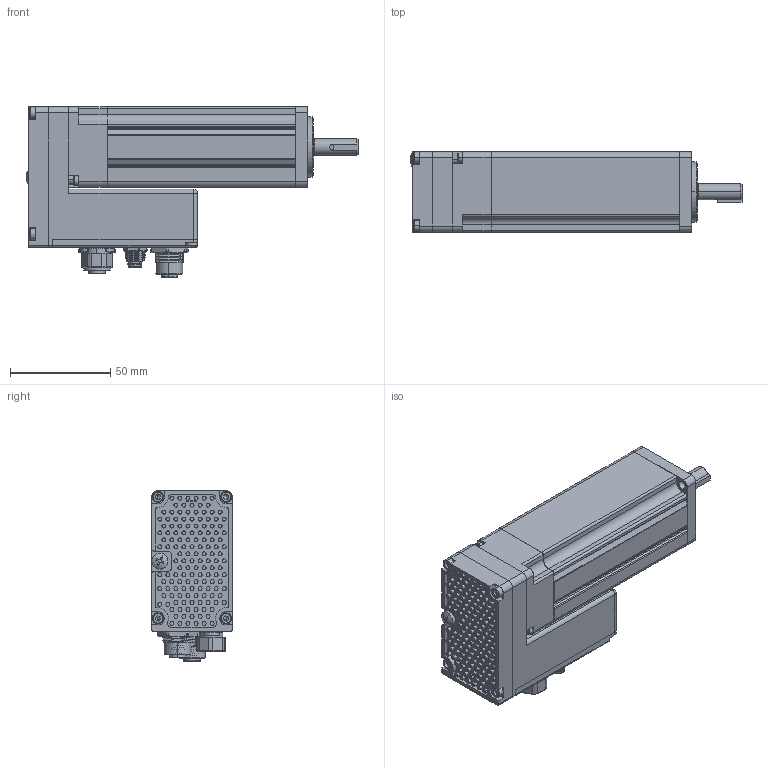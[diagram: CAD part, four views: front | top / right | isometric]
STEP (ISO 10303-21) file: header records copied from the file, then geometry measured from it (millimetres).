
FILE_DESCRIPTION (( 'STEP AP214' ), '1' );
FILE_NAME ('MDX40 100W RC´øÉ²³µ.STEP', '2023-11-27T02:33:39', ( '' ), ( '' ), 'SwSTEP 2.0', 'SolidWorks 2015', '' );
FILE_SCHEMA (( 'AUTOMOTIVE_DESIGN' ));
Length unit declared in the file: millimetre
Products named in the file (1): MDX40 100W RC湍价陬
Bounding box: 165.36 x 40 x 84.8 mm (x, y, z)
Surface area: 50582.8 mm2 (no closed solid volume)
Topology: 0 solids, 51 shells, 1342 faces, 3898 edges, 2682 vertices
Faces by surface type: cylinder 639, plane 485, bspline 107, cone 69, torus 30, sphere 12
Entity records: 86066 total; most frequent: CARTESIAN_POINT 36980, DIRECTION 7170, ORIENTED_EDGE 6545, EDGE_CURVE 3862, AXIS2_PLACEMENT_3D 2759, VERTEX_POINT 2682, VECTOR 1652, LINE 1652
